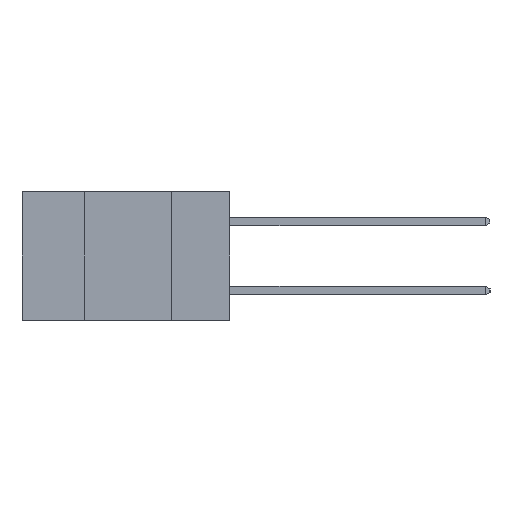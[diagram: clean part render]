
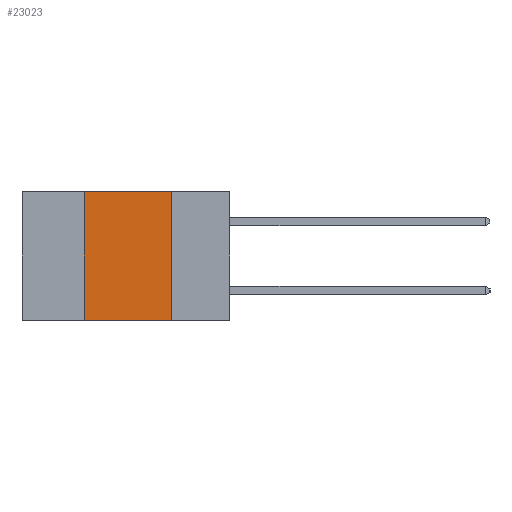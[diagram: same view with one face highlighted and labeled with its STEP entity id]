
A CAD part, left-side view. The second image highlights one B-rep face of the part: STEP entity #23023.
In plain terms, the highlighted planar face has unit normal (-1, 0, 0).
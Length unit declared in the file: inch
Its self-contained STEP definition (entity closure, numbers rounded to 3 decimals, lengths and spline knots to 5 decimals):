
#17 = CARTESIAN_POINT ( 'NONE',  ( 0., 0.42, -0.37 ) ) ;
#493 = FACE_OUTER_BOUND ( 'NONE', #14264, .T. ) ;
#663 = VERTEX_POINT ( 'NONE', #20924 ) ;
#691 = CARTESIAN_POINT ( 'NONE',  ( 0., 0.42, 0. ) ) ;
#1711 = VERTEX_POINT ( 'NONE', #11528 ) ;
#2836 = ORIENTED_EDGE ( 'NONE', *, *, #13163, .T. ) ;
#3021 = LINE ( 'NONE', #5995, #12015 ) ;
#4864 = PLANE ( 'NONE',  #13342 ) ;
#5995 = CARTESIAN_POINT ( 'NONE',  ( 0., 0.6, -0.37 ) ) ;
#6731 = VECTOR ( 'NONE', #18734, 39.37008 ) ;
#7364 = CARTESIAN_POINT ( 'NONE',  ( 0., 0.6, 0. ) ) ;
#9363 = CARTESIAN_POINT ( 'NONE',  ( 0., 0.17, -0.37 ) ) ;
#9940 = EDGE_CURVE ( 'NONE', #1711, #13273, #16795, .T. ) ;
#10620 = DIRECTION ( 'NONE',  ( 0., 0., -1. ) ) ;
#11528 = CARTESIAN_POINT ( 'NONE',  ( 0., 0.42, -0.37 ) ) ;
#11766 = VECTOR ( 'NONE', #20891, 39.37008 ) ;
#12015 = VECTOR ( 'NONE', #19350, 39.37008 ) ;
#12920 = CARTESIAN_POINT ( 'NONE',  ( 0., 0.17, 0. ) ) ;
#13163 = EDGE_CURVE ( 'NONE', #1711, #663, #3021, .T. ) ;
#13273 = VERTEX_POINT ( 'NONE', #691 ) ;
#13342 = AXIS2_PLACEMENT_3D ( 'NONE', #20008, #21902, #10620 ) ;
#14264 = EDGE_LOOP ( 'NONE', ( #14491, #18303, #15083, #2836 ) ) ;
#14491 = ORIENTED_EDGE ( 'NONE', *, *, #17097, .F. ) ;
#15083 = ORIENTED_EDGE ( 'NONE', *, *, #9940, .F. ) ;
#16795 = LINE ( 'NONE', #17, #11766 ) ;
#17097 = EDGE_CURVE ( 'NONE', #18426, #663, #20941, .T. ) ;
#18303 = ORIENTED_EDGE ( 'NONE', *, *, #22527, .F. ) ;
#18426 = VERTEX_POINT ( 'NONE', #12920 ) ;
#18734 = DIRECTION ( 'NONE',  ( 0., -1., 0. ) ) ;
#18934 = VECTOR ( 'NONE', #20693, 39.37008 ) ;
#19350 = DIRECTION ( 'NONE',  ( 0., -1., 0. ) ) ;
#20008 = CARTESIAN_POINT ( 'NONE',  ( 0., 0.6, 0. ) ) ;
#20693 = DIRECTION ( 'NONE',  ( 0., 0., -1. ) ) ;
#20891 = DIRECTION ( 'NONE',  ( 0., 0., 1. ) ) ;
#20924 = CARTESIAN_POINT ( 'NONE',  ( 0., 0.17, -0.37 ) ) ;
#20941 = LINE ( 'NONE', #9363, #18934 ) ;
#21841 = LINE ( 'NONE', #7364, #6731 ) ;
#21902 = DIRECTION ( 'NONE',  ( 1., 0., 0. ) ) ;
#22527 = EDGE_CURVE ( 'NONE', #13273, #18426, #21841, .T. ) ;
#23023 = ADVANCED_FACE ( 'NONE', ( #493 ), #4864, .F. ) ;
